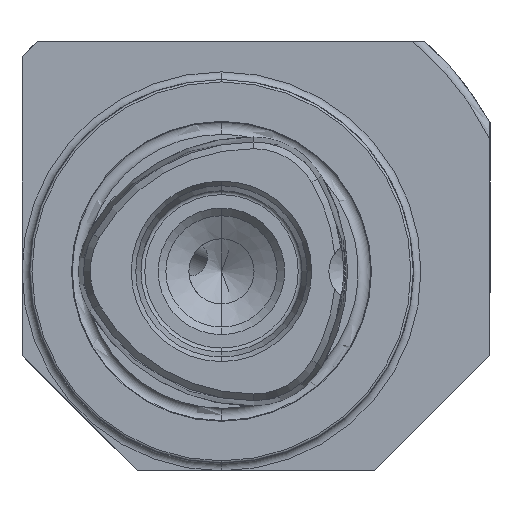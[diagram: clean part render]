
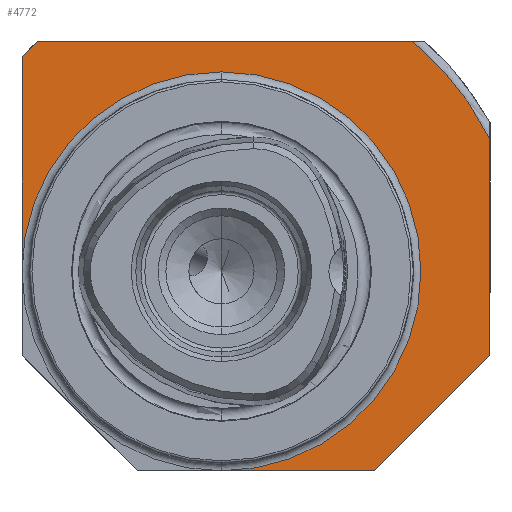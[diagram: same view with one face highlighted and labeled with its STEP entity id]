
A CAD part, left-side view. The second image highlights one B-rep face of the part: STEP entity #4772.
In plain terms, the highlighted planar face has unit normal (-1, 0, 0).
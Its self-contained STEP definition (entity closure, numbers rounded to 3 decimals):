
#93 = EDGE_CURVE ( 'NONE', #989, #3287, #747, .T. ) ;
#106 = EDGE_CURVE ( 'NONE', #834, #3361, #494, .T. ) ;
#120 = EDGE_CURVE ( 'NONE', #3287, #996, #727, .T. ) ;
#122 = EDGE_CURVE ( 'NONE', #715, #879, #714, .T. ) ;
#125 = EDGE_CURVE ( 'NONE', #879, #996, #539, .T. ) ;
#136 = EDGE_CURVE ( 'NONE', #989, #834, #761, .T. ) ;
#353 = CARTESIAN_POINT ( 'NONE',  ( 21., -20., -26. ) ) ;
#494 = LINE ( 'NONE', #7175, #503 ) ;
#503 = VECTOR ( 'NONE', #4752, 1000. ) ;
#539 = LINE ( 'NONE', #7189, #672 ) ;
#587 = VERTEX_POINT ( 'NONE', #4877 ) ;
#602 = VECTOR ( 'NONE', #5452, 1000. ) ;
#672 = VECTOR ( 'NONE', #3684, 1000. ) ;
#706 = VECTOR ( 'NONE', #6180, 1000. ) ;
#715 = VERTEX_POINT ( 'NONE', #4915 ) ;
#714 = LINE ( 'NONE', #2759, #706 ) ;
#727 = CIRCLE ( 'NONE', #6137, 26. ) ;
#747 = CIRCLE ( 'NONE', #6121, 26. ) ;
#761 = LINE ( 'NONE', #353, #602 ) ;
#834 = VERTEX_POINT ( 'NONE', #4955 ) ;
#854 = VERTEX_POINT ( 'NONE', #4972 ) ;
#879 = VERTEX_POINT ( 'NONE', #4985 ) ;
#989 = VERTEX_POINT ( 'NONE', #1223 ) ;
#996 = VERTEX_POINT ( 'NONE', #1230 ) ;
#1168 = EDGE_CURVE ( 'NONE', #3361, #587, #1789, .T. ) ;
#1176 = EDGE_CURVE ( 'NONE', #587, #854, #5607, .T. ) ;
#1223 = CARTESIAN_POINT ( 'NONE',  ( 21., 0., -26. ) ) ;
#1230 = CARTESIAN_POINT ( 'NONE',  ( 21., 26., 0. ) ) ;
#1352 = AXIS2_PLACEMENT_3D ( 'NONE', #2156, #2157, #2158 ) ;
#1619 = EDGE_LOOP ( 'NONE', ( #3251, #3572, #3475, #3407, #3471, #3427, #3452, #3528, #3456 ) ) ;
#1729 = VECTOR ( 'NONE', #2125, 1000. ) ;
#1789 = LINE ( 'NONE', #2129, #1729 ) ;
#2125 = DIRECTION ( 'NONE',  ( 0., 0., 1. ) ) ;
#2129 = CARTESIAN_POINT ( 'NONE',  ( 21., -35., 30. ) ) ;
#2156 = CARTESIAN_POINT ( 'NONE',  ( 21., 0., 0. ) ) ;
#2157 = DIRECTION ( 'NONE',  ( -1., 0., 0. ) ) ;
#2158 = DIRECTION ( 'NONE',  ( 0., 0., 1. ) ) ;
#2443 = AXIS2_PLACEMENT_3D ( 'NONE', #3847, #3855, #3856 ) ;
#2746 = EDGE_CURVE ( 'NONE', #854, #715, #5536, .T. ) ;
#2759 = CARTESIAN_POINT ( 'NONE',  ( 21., 26., 28. ) ) ;
#3251 = ORIENTED_EDGE ( 'NONE', *, *, #2746, .T. ) ;
#3287 = VERTEX_POINT ( 'NONE', #3709 ) ;
#3361 = VERTEX_POINT ( 'NONE', #3729 ) ;
#3407 = ORIENTED_EDGE ( 'NONE', *, *, #120, .F. ) ;
#3427 = ORIENTED_EDGE ( 'NONE', *, *, #136, .T. ) ;
#3452 = ORIENTED_EDGE ( 'NONE', *, *, #106, .T. ) ;
#3456 = ORIENTED_EDGE ( 'NONE', *, *, #1176, .T. ) ;
#3471 = ORIENTED_EDGE ( 'NONE', *, *, #93, .F. ) ;
#3475 = ORIENTED_EDGE ( 'NONE', *, *, #125, .T. ) ;
#3528 = ORIENTED_EDGE ( 'NONE', *, *, #1168, .T. ) ;
#3572 = ORIENTED_EDGE ( 'NONE', *, *, #122, .T. ) ;
#3684 = DIRECTION ( 'NONE',  ( 0., 0., -1. ) ) ;
#3709 = CARTESIAN_POINT ( 'NONE',  ( 21., 0., 26. ) ) ;
#3729 = CARTESIAN_POINT ( 'NONE',  ( 21., -35., -11. ) ) ;
#3847 = CARTESIAN_POINT ( 'NONE',  ( 21., 26., 0. ) ) ;
#3852 = PLANE ( 'NONE',  #2443 ) ;
#3855 = DIRECTION ( 'NONE',  ( 1., 0., 0. ) ) ;
#3856 = DIRECTION ( 'NONE',  ( 0., 0., -1. ) ) ;
#4752 = DIRECTION ( 'NONE',  ( 0., -0.707, 0.707 ) ) ;
#4772 = ADVANCED_FACE ( 'NONE', ( #5699 ), #3852, .F. ) ;
#4877 = CARTESIAN_POINT ( 'NONE',  ( 21., -35., 17.205 ) ) ;
#4915 = CARTESIAN_POINT ( 'NONE',  ( 21., 24., 30. ) ) ;
#4955 = CARTESIAN_POINT ( 'NONE',  ( 21., -20., -26. ) ) ;
#4972 = CARTESIAN_POINT ( 'NONE',  ( 21., -24.92, 30. ) ) ;
#4985 = CARTESIAN_POINT ( 'NONE',  ( 21., 26., 28. ) ) ;
#5452 = DIRECTION ( 'NONE',  ( 0., -1., 0. ) ) ;
#5507 = VECTOR ( 'NONE', #6391, 1000. ) ;
#5536 = LINE ( 'NONE', #6390, #5507 ) ;
#5607 = CIRCLE ( 'NONE', #1352, 39. ) ;
#5652 = DIRECTION ( 'NONE',  ( 0., 0., 1. ) ) ;
#5653 = CARTESIAN_POINT ( 'NONE',  ( 21., 0., 0. ) ) ;
#5654 = DIRECTION ( 'NONE',  ( -1., 0., 0. ) ) ;
#5699 = FACE_OUTER_BOUND ( 'NONE', #1619, .T. ) ;
#6121 = AXIS2_PLACEMENT_3D ( 'NONE', #7206, #7196, #7200 ) ;
#6137 = AXIS2_PLACEMENT_3D ( 'NONE', #5653, #5654, #5652 ) ;
#6180 = DIRECTION ( 'NONE',  ( 0., 0.707, -0.707 ) ) ;
#6390 = CARTESIAN_POINT ( 'NONE',  ( 21., 26., 30. ) ) ;
#6391 = DIRECTION ( 'NONE',  ( 0., 1., 0. ) ) ;
#7175 = CARTESIAN_POINT ( 'NONE',  ( 21., -20., -26. ) ) ;
#7189 = CARTESIAN_POINT ( 'NONE',  ( 21., 26., 10. ) ) ;
#7196 = DIRECTION ( 'NONE',  ( -1., 0., 0. ) ) ;
#7200 = DIRECTION ( 'NONE',  ( 0., 0., 1. ) ) ;
#7206 = CARTESIAN_POINT ( 'NONE',  ( 21., 0., 0. ) ) ;
